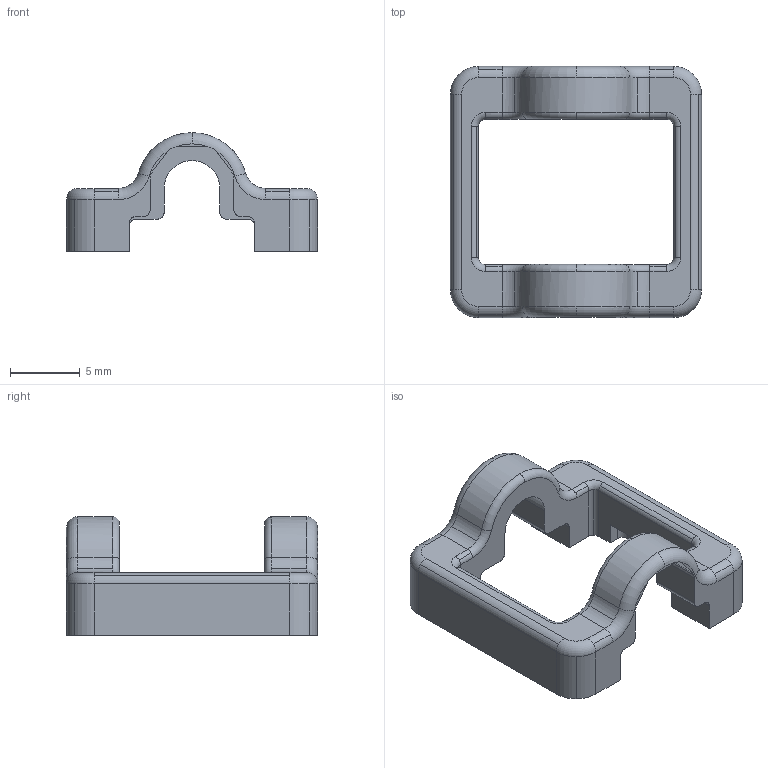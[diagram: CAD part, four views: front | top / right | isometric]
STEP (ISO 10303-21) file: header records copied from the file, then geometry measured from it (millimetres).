
FILE_DESCRIPTION(('HOOPS Exchange Step'),'2;1');
FILE_NAME('encoder_housing.stp','2024-12-22T10:22:16+09:00',('masaki'),('Unknown organisation'),'HOOPS Exchange 2024.2','HOOPS Exchange','Unknown authorisation');
FILE_SCHEMA( ('AP203_CONFIGURATION_CONTROLLED_3D_DESIGN_OF_MECHANICAL_PARTS_AND_ASSEMBLIES_MIM_LF') );
Length unit declared in the file: millimetre
Products named in the file (1): 0
Bounding box: 18 x 18 x 8.5 mm (x, y, z)
Volume: 594.6 mm3; surface area: 932.9 mm2
Topology: 1 solids, 1 shells, 192 faces, 510 edges, 324 vertices
Faces by surface type: plane 89, cylinder 79, torus 24
Entity records: 9589 total; most frequent: CARTESIAN_POINT 5223, ORIENTED_EDGE 1016, DIRECTION 716, EDGE_CURVE 508, VERTEX_POINT 320, VECTOR 258, LINE 258, AXIS2_PLACEMENT_3D 229
